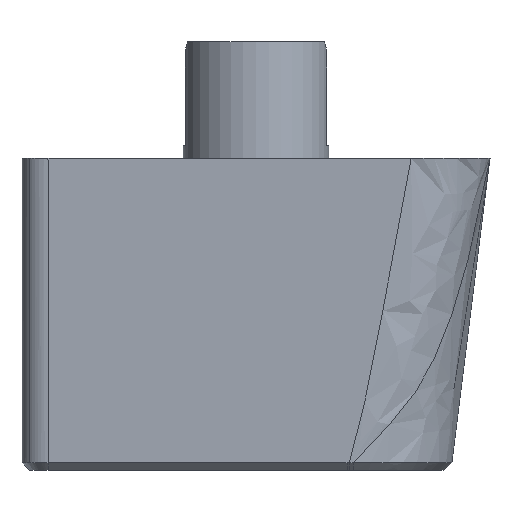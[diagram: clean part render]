
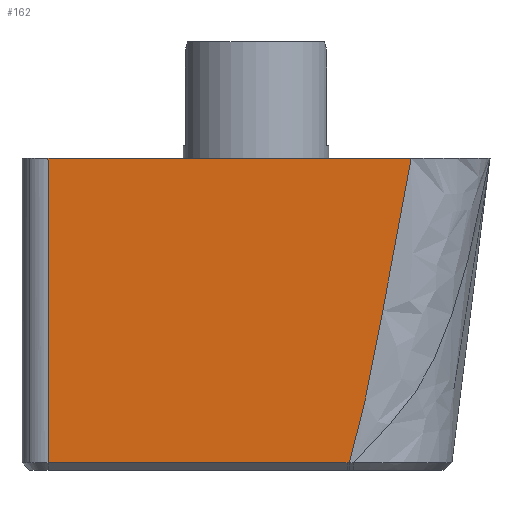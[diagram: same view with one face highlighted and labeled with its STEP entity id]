
A CAD part, left-side view. The second image highlights one B-rep face of the part: STEP entity #162.
In plain terms, the highlighted planar face has unit normal (-0.999, 0, -0.042).
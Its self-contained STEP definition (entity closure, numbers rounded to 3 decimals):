
#162=ADVANCED_FACE('',(#295),#296,.F.);
#295=FACE_OUTER_BOUND('',#663,.T.);
#296=PLANE('',#664);
#663=EDGE_LOOP('',(#1368,#1369,#1370,#1371,#1372));
#664=AXIS2_PLACEMENT_3D('',#1373,#1374,#1375);
#1368=ORIENTED_EDGE('',*,*,#1905,.F.);
#1369=ORIENTED_EDGE('',*,*,#1910,.F.);
#1370=ORIENTED_EDGE('',*,*,#1935,.F.);
#1371=ORIENTED_EDGE('',*,*,#1936,.F.);
#1372=ORIENTED_EDGE('',*,*,#1937,.F.);
#1373=CARTESIAN_POINT('',(-7.875,9.0,0.));
#1374=DIRECTION('',(0.999,0.,0.042));
#1375=DIRECTION('',(0.,-1.0,0.));
#1905=EDGE_CURVE('',#2222,#2218,#2224,.T.);
#1910=EDGE_CURVE('',#2229,#2222,#2231,.T.);
#1935=EDGE_CURVE('',#2270,#2229,#2271,.T.);
#1936=EDGE_CURVE('',#2272,#2270,#2273,.T.);
#1937=EDGE_CURVE('',#2218,#2272,#2274,.T.);
#2218=VERTEX_POINT('',#2704);
#2222=VERTEX_POINT('',#2713);
#2224=LINE('',#2716,#2717);
#2229=VERTEX_POINT('',#2724);
#2231=CIRCLE('',#2727,89.333);
#2270=VERTEX_POINT('',#2787);
#2271=B_SPLINE_CURVE_WITH_KNOTS('',3,(#2788,#2789,#2790,#2791,#2792,#2793,#2794,#2795),.UNSPECIFIED.,.F.,.F.,(4,1,1,1,1,4),(0.046,0.531,0.708,0.886,1.063,1.241),.UNSPECIFIED.);
#2272=VERTEX_POINT('',#2796);
#2273=LINE('',#2797,#2798);
#2274=LINE('',#2799,#2800);
#2704=CARTESIAN_POINT('',(-7.387,8.,-11.7));
#2713=CARTESIAN_POINT('',(-7.387,-3.5,-11.7));
#2716=CARTESIAN_POINT('',(-7.387,5.14,-11.7));
#2717=VECTOR('',#3267,10.0);
#2724=CARTESIAN_POINT('',(-7.387,-3.589,-11.7));
#2727=AXIS2_PLACEMENT_3D('',#3274,#3275,#3276);
#2787=CARTESIAN_POINT('',(-7.875,-5.968,0.));
#2788=CARTESIAN_POINT('',(-7.875,-5.968,0.));
#2789=CARTESIAN_POINT('',(-7.809,-5.662,-1.587));
#2790=CARTESIAN_POINT('',(-7.718,-5.261,-3.757));
#2791=CARTESIAN_POINT('',(-7.604,-4.754,-6.51));
#2792=CARTESIAN_POINT('',(-7.531,-4.421,-8.252));
#2793=CARTESIAN_POINT('',(-7.459,-4.055,-9.988));
#2794=CARTESIAN_POINT('',(-7.411,-3.755,-11.133));
#2795=CARTESIAN_POINT('',(-7.387,-3.589,-11.7));
#2796=CARTESIAN_POINT('',(-7.875,8.,0.));
#2797=CARTESIAN_POINT('',(-7.875,9.0,0.));
#2798=VECTOR('',#3317,10.0);
#2799=CARTESIAN_POINT('',(-7.861,8.,-0.328));
#2800=VECTOR('',#3318,10.0);
#3267=DIRECTION('',(0.,1.0,0.));
#3274=CARTESIAN_POINT('',(-3.668,-3.502,-100.956));
#3275=DIRECTION('',(-0.999,0.,-0.042));
#3276=DIRECTION('',(-0.042,-0.001,0.999));
#3317=DIRECTION('',(0.,-1.0,0.));
#3318=DIRECTION('',(-0.042,0.,0.999));
